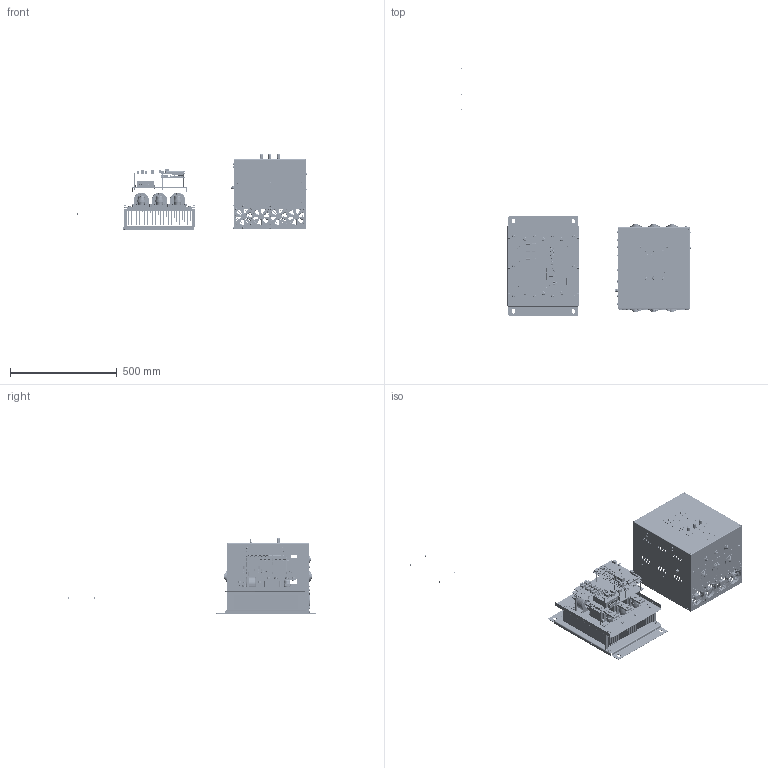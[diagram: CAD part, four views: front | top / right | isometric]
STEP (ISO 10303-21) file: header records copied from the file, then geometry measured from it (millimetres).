
FILE_DESCRIPTION(('STEP AP242'), '1');
FILE_NAME('Default file header', '2025-03-18T06:42:25', ('Default author'), ('Default organization'), 'C3D Converter', 'C3D Toolkit', 'Default authization');
FILE_SCHEMA(('AP242_MANAGED_MODEL_BASED_3D_ENGINEERING_MIM_LF { 1 0 10303 442 1 1 4 }'));
Length unit declared in the file: millimetre
Assembly tree (607 placements, depth 4):
  (unnamed)
    (unnamed)
      (unnamed)
      (unnamed)
    (unnamed)
      (unnamed)
      (unnamed)
    (unnamed)
      (unnamed)
      (unnamed)
    (unnamed)
      (unnamed)
    (unnamed)  x3
      (unnamed)
      (unnamed)
      (unnamed)
    (unnamed)
      (unnamed)
    (unnamed)
      (unnamed)
    (unnamed)
      (unnamed)
    (unnamed)
      (unnamed)
    (unnamed)
      (unnamed)
    (unnamed)
      (unnamed)
    (unnamed)  x3
      (unnamed)
      (unnamed)
      (unnamed)
    (unnamed)
      (unnamed)
      (unnamed)
      (unnamed)
      (unnamed)
      (unnamed)
      (unnamed)
      (unnamed)
      (unnamed)
      (unnamed)
      (unnamed)
      (unnamed)
      (unnamed)
      (unnamed)
      (unnamed)
      (unnamed)
      (unnamed)
      (unnamed)
      (unnamed)
      (unnamed)
      (unnamed)
      (unnamed)
      (unnamed)
      (unnamed)
      (unnamed)
      (unnamed)
      (unnamed)
      (unnamed)
Bounding box: 1073.13 x 1158.79 x 354.24 mm (x, y, z)
Volume: 6441549.5 mm3; surface area: 3974195.2 mm2
Topology: 642 solids, 642 shells, 8431 faces, 19752 edges, 13116 vertices
Faces by surface type: plane 5214, cylinder 2275, cone 590, torus 280, sphere 68, bspline 4
Full cylindrical faces by diameter (mm): 1 x44, 1.5 x4, 1.857 x4, 2 x73, 2.3 x3, 2.5 x68, 2.6 x18, 2.7 x3, 3 x151, 3.2 x16, 3.235 x3, 3.294 x1, 3.3 x28, 3.5 x20, 3.685 x3, 4 x172, 4.2 x2, 4.3 x8, 4.5 x66, 5 x33, 5.2 x20, 5.5 x41, 5.9 x21, 6 x96, 6.1 x21, 6.4 x40, 6.5 x31, 7 x25, 7.5 x17, 8 x99
Entity records: 342164 total; most frequent: CARTESIAN_POINT 88496, DIRECTION 37725, ORIENTED_EDGE 32018, EDGE_CURVE 16009, AXIS2_PLACEMENT_3D 14943, VERTEX_POINT 12089, EDGE_LOOP 11983, PROPERTY_DEFINITION 9810
